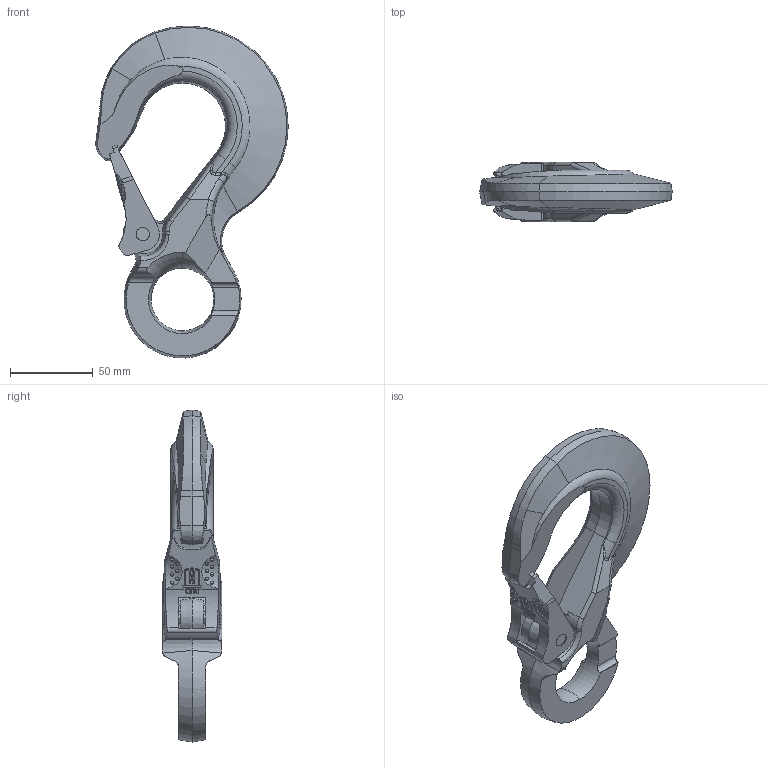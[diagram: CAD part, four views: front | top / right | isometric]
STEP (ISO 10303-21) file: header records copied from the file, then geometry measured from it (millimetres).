
FILE_DESCRIPTION((''),'2;1');
FILE_NAME('4VCOEH10','2005-01-19T',('jakubetz'),(''),'PRO/ENGINEER BY PARAMETRIC TECHNOLOGY CORPORATION, 2001400','PRO/ENGINEER BY PARAMETRIC TECHNOLOGY CORPORATION, 2001400','');
FILE_SCHEMA(('CONFIG_CONTROL_DESIGN'));
Length unit declared in the file: millimetre
Products named in the file (1): 4VCOEH10
Bounding box: 116.5 x 36 x 200.95 mm (x, y, z)
Volume: 15451.2 mm3; surface area: 43508.8 mm2
Topology: 1 solids, 2 shells, 383 faces, 1074 edges, 685 vertices
Faces by surface type: plane 208, cylinder 75, cone 34, sphere 30, torus 20, bspline 16
Entity records: 13433 total; most frequent: CARTESIAN_POINT 4006, ORIENTED_EDGE 2088, DIRECTION 1761, EDGE_CURVE 1046, VERTEX_POINT 685, VECTOR 593, LINE 593, AXIS2_PLACEMENT_3D 584
